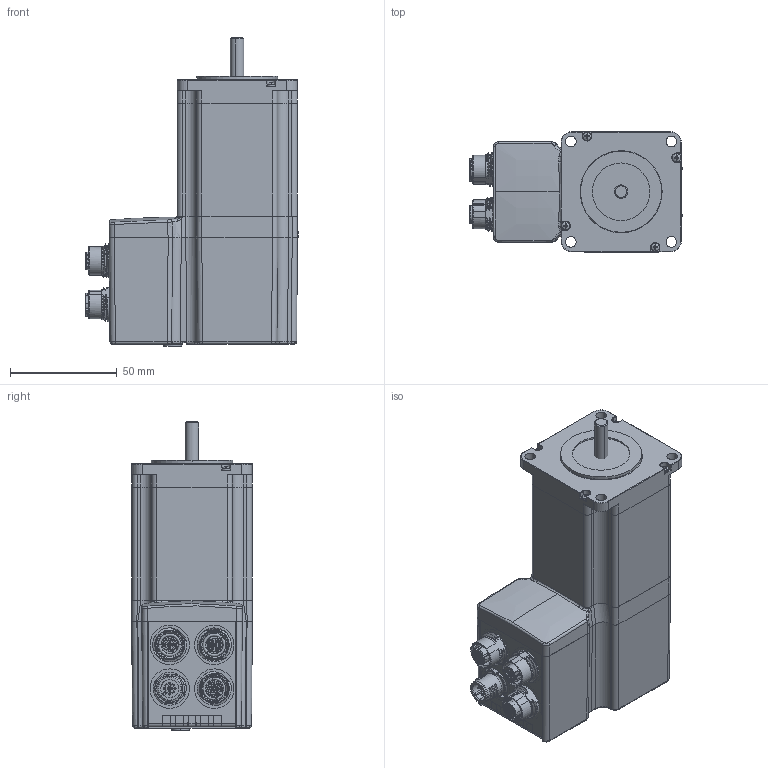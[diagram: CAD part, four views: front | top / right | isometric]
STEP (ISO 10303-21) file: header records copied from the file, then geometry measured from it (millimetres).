
FILE_DESCRIPTION (( 'STEP AP203' ), '1' );
FILE_NAME ('MIS232 Top M12 635 Shaft.STEP', '2018-01-16T16:26:51', ( '' ), ( '' ), 'SwSTEP 2.0', 'SolidWorks 2017', '' );
FILE_SCHEMA (( 'CONFIG_CONTROL_DESIGN' ));
Length unit declared in the file: millimetre
Products named in the file (13): Folie MIS23 TopLong_S; Shaft_MIS23X_S; Lock_nut_S; Front_Cap_MIS23X_S; M12_17P_FEMALE; Motor_end_cover_MIS23X_R3_S; Motor_MIS23X_S; Stator_MIS23X; pan head cross recess screw_iso_ISO 7045 - M2 x 3 - Z - 3N; M12_5P_MALE; Housing_MIS23X_Top_R8_S; M12_4P_FEMALE; MIS232 Top M12 635 Shaft
Assembly tree (16 placements, depth 3):
  MIS232 Top M12 635 Shaft
    Motor_MIS23X_S
      Shaft_MIS23X_S
      Stator_MIS23X
      Front_Cap_MIS23X_S
    Motor_end_cover_MIS23X_R3_S
    Housing_MIS23X_Top_R8_S
    Folie MIS23 TopLong_S
    M12_5P_MALE
    M12_17P_FEMALE
    M12_4P_FEMALE  x2
    pan head cross recess screw_iso_ISO 7045 - M2 x 3 - Z - 3N  x4
    Lock_nut_S
Bounding box: 99.82 x 56.67 x 144.7 mm (x, y, z)
Volume: 449781.7 mm3; surface area: 79058.3 mm2
Topology: 16 solids, 21 shells, 2595 faces, 6640 edges, 4181 vertices
Faces by surface type: plane 959, cylinder 765, bspline 326, torus 250, cone 227, sphere 68
Entity records: 81083 total; most frequent: CARTESIAN_POINT 33938, ORIENTED_EDGE 9830, DIRECTION 9149, EDGE_CURVE 4915, AXIS2_PLACEMENT_3D 3454, VERTEX_POINT 3119, LINE 2241, VECTOR 2241
